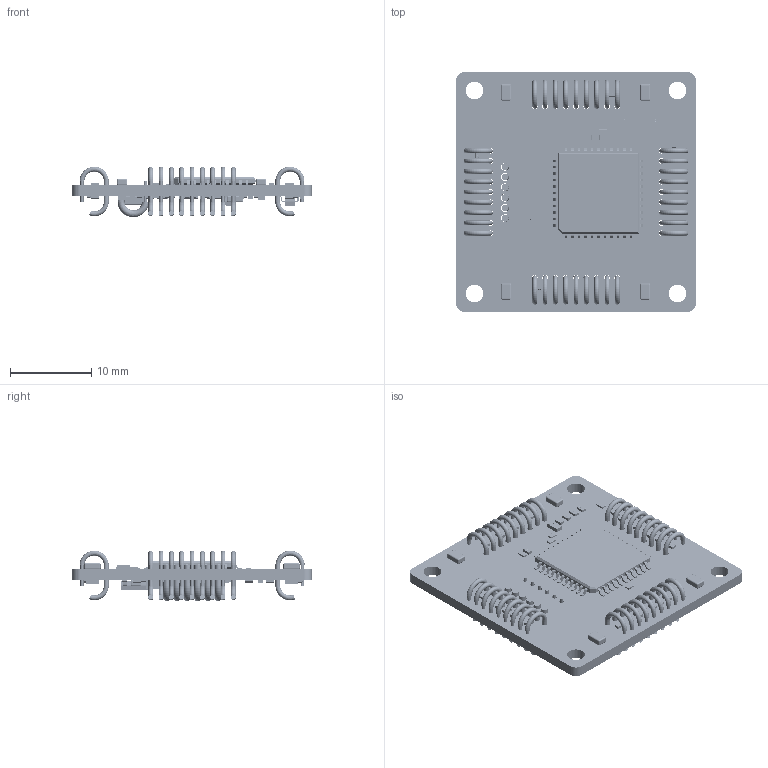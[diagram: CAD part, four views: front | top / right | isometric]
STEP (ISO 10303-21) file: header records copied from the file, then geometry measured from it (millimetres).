
FILE_DESCRIPTION(('Open CASCADE Model'),'2;1');
FILE_NAME('Open CASCADE Shape Model','2017-05-20T14:33:16',('Author'),( 'Open CASCADE'),'Open CASCADE STEP processor 6.8','Open CASCADE 6.8' ,'Unknown');
FILE_SCHEMA(('AUTOMOTIVE_DESIGN { 1 0 10303 214 1 1 1 1 }'));
Length unit declared in the file: millimetre
Products named in the file (112): PCB; Board; R1; User_Library-0402R; R10; User_Library-R_0603; R9; R8; R7; R6; R5; MCU_R7; SW3dPS-0402_SMD_Capacitor; MCU_R6; MCU_R4; MCU_L1; MCU_C5; ALS_R2; ALS_C2; ALS_R23; ALS_R22; ALS_R21; ALS_R20; ALS_C8; ALS_C7; SW3dPS-0603_SMD_Capacitor; ALS_C6; ALS_C5; ALS_C3; ALS_C4; ALS_C1; MCU_R5; ALS_R19; ALS_R18; ALS_R17; ALS_R16; ALS_R15; ALS_R14; ALS_R13; ALS_R12 ...
Assembly tree (242 placements, depth 3):
  PCB
    Board
    R1
      User_Library-0402R
    R10
      User_Library-R_0603
    R9
      User_Library-R_0603
    R8
      User_Library-R_0603
    R7
      User_Library-R_0603
    R6
      User_Library-0402R
    R5
      User_Library-0402R
    MCU_R7
      SW3dPS-0402_SMD_Capacitor
    MCU_R6
      SW3dPS-0402_SMD_Capacitor
    MCU_R4
      SW3dPS-0402_SMD_Capacitor
    MCU_L1
      User_Library-R_0603
    MCU_C5
      SW3dPS-0402_SMD_Capacitor
    ALS_R2
      User_Library-0402R
    ALS_C2
      SW3dPS-0402_SMD_Capacitor
    ALS_R23
      User_Library-0402R
    ALS_R22
      User_Library-0402R
    ALS_R21
      User_Library-0402R
    ALS_R20
      User_Library-0402R
    ALS_C8
      SW3dPS-0402_SMD_Capacitor
    ALS_C7
      SW3dPS-0603_SMD_Capacitor
    ALS_C6
      SW3dPS-0402_SMD_Capacitor
    ALS_C5
      SW3dPS-0603_SMD_Capacitor
    ALS_C3
      SW3dPS-0603_SMD_Capacitor
    ALS_C4
      SW3dPS-0402_SMD_Capacitor
    ALS_C1
      SW3dPS-0603_SMD_Capacitor
    MCU_R5
      User_Library-0402R
    ALS_R19
      User_Library-0402R
    ALS_R18
      User_Library-0402R
    ALS_R17
      User_Library-0402R
Bounding box: 29.5 x 29.5 x 6.22 mm (x, y, z)
Volume: 1362.7 mm3; surface area: 3747.5 mm2
Topology: 273 solids, 273 shells, 21047 faces, 48407 edges, 26194 vertices
Faces by surface type: cylinder 7098, plane 5632, bspline 4373, sphere 3342, torus 602
Full cylindrical faces by diameter (mm): 0.4 x78, 0.5 x1, 0.55 x6, 0.6 x36, 0.7 x36, 0.85 x6, 1 x6, 2.2 x4
Entity records: 60665 total; most frequent: CARTESIAN_POINT 18538, ORIENTED_EDGE 6780, DIRECTION 6605, EDGE_CURVE 3390, LINE 2225, VECTOR 2225, AXIS2_PLACEMENT_3D 2190, VERTEX_POINT 2133
